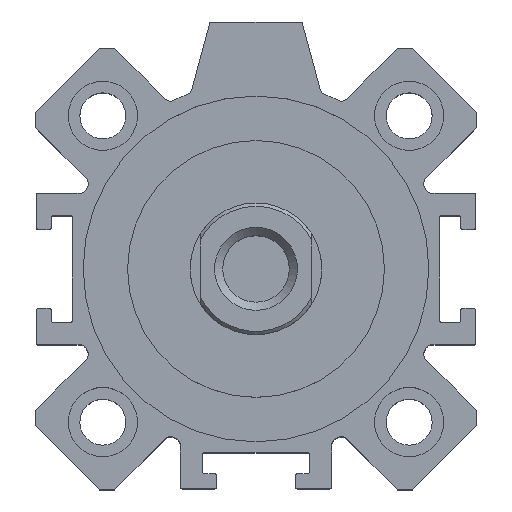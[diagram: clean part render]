
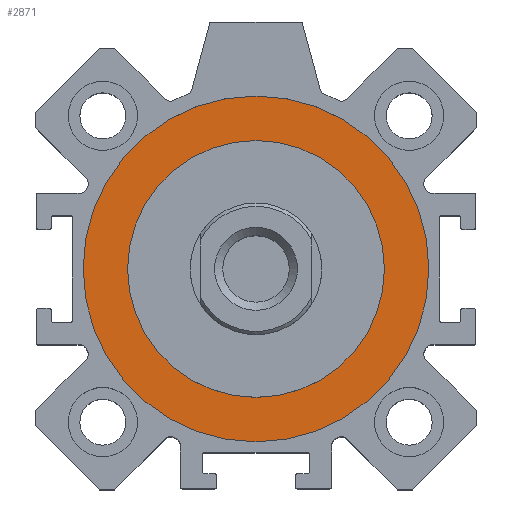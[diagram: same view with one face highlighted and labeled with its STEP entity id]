
A CAD part, top view. The second image highlights one B-rep face of the part: STEP entity #2871.
In plain terms, the highlighted planar face has unit normal (0, 0, 1).
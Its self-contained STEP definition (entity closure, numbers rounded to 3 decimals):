
#494=PLANE('',#3106);
#585=FACE_BOUND('',#806,.T.);
#586=FACE_BOUND('',#807,.T.);
#806=EDGE_LOOP('',(#1969));
#807=EDGE_LOOP('',(#1970));
#1068=CIRCLE('',#3101,19.5);
#1070=CIRCLE('',#3104,26.25);
#1286=VERTEX_POINT('',#4498);
#1288=VERTEX_POINT('',#4503);
#1566=EDGE_CURVE('',#1286,#1286,#1068,.T.);
#1568=EDGE_CURVE('',#1288,#1288,#1070,.T.);
#1969=ORIENTED_EDGE('',*,*,#1566,.F.);
#1970=ORIENTED_EDGE('',*,*,#1568,.F.);
#2871=ADVANCED_FACE('',(#585,#586),#494,.T.);
#3101=AXIS2_PLACEMENT_3D('',#4499,#3556,#3557);
#3104=AXIS2_PLACEMENT_3D('',#4504,#3562,#3563);
#3106=AXIS2_PLACEMENT_3D('',#4507,#3566,#3567);
#3556=DIRECTION('center_axis',(0.,0.,1.));
#3557=DIRECTION('ref_axis',(-1.,0.,0.));
#3562=DIRECTION('center_axis',(0.,0.,-1.));
#3563=DIRECTION('ref_axis',(-1.,0.,0.));
#3566=DIRECTION('center_axis',(0.,0.,1.));
#3567=DIRECTION('ref_axis',(1.,0.,0.));
#4498=CARTESIAN_POINT('',(19.5,0.,38.));
#4499=CARTESIAN_POINT('Origin',(0.,0.,38.));
#4503=CARTESIAN_POINT('',(26.25,0.,38.));
#4504=CARTESIAN_POINT('Origin',(0.,0.,38.));
#4507=CARTESIAN_POINT('Origin',(0.,0.,
38.));
